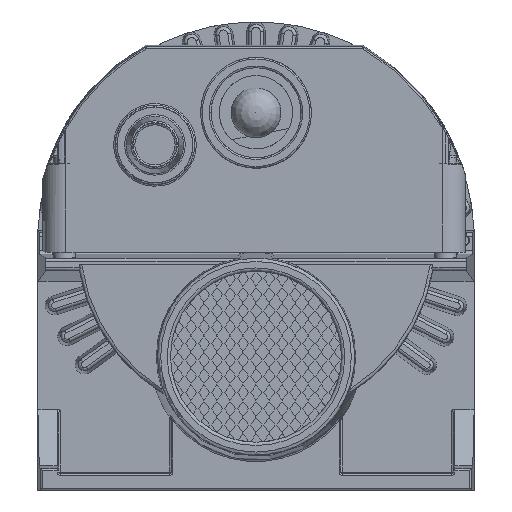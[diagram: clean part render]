
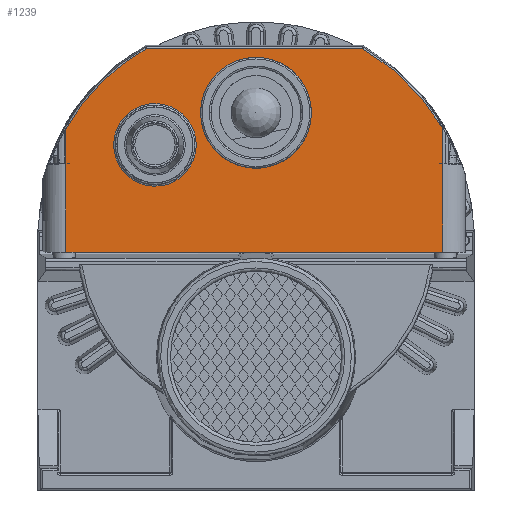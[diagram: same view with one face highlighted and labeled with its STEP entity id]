
A CAD part, left-side view. The second image highlights one B-rep face of the part: STEP entity #1239.
In plain terms, the highlighted planar face has unit normal (-1, -0.001, -0.007).
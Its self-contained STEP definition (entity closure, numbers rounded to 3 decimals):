
#1239 = ADVANCED_FACE( '', ( #3607, #3608, #3609 ), #3610, .T. );
#3607 = FACE_OUTER_BOUND( '', #7531, .T. );
#3608 = FACE_BOUND( '', #7532, .T. );
#3609 = FACE_BOUND( '', #7533, .T. );
#3610 = PLANE( '', #7534 );
#7531 = EDGE_LOOP( '', ( #13610, #13611, #13612, #13613, #13614, #13615 ) );
#7532 = EDGE_LOOP( '', ( #13616 ) );
#7533 = EDGE_LOOP( '', ( #13617, #13618 ) );
#7534 = AXIS2_PLACEMENT_3D( '', #13619, #13620, #13621 );
#13610 = ORIENTED_EDGE( '', *, *, #24354, .T. );
#13611 = ORIENTED_EDGE( '', *, *, #24355, .T. );
#13612 = ORIENTED_EDGE( '', *, *, #24356, .T. );
#13613 = ORIENTED_EDGE( '', *, *, #24357, .T. );
#13614 = ORIENTED_EDGE( '', *, *, #24358, .T. );
#13615 = ORIENTED_EDGE( '', *, *, #24359, .T. );
#13616 = ORIENTED_EDGE( '', *, *, #24360, .T. );
#13617 = ORIENTED_EDGE( '', *, *, #24361, .T. );
#13618 = ORIENTED_EDGE( '', *, *, #24362, .T. );
#13619 = CARTESIAN_POINT( '', ( 0.383, 0.001, 0.003 ) );
#13620 = DIRECTION( '', ( -1., -0.001, -0.007 ) );
#13621 = DIRECTION( '', ( -0.007, 0., 1. ) );
#24354 = EDGE_CURVE( '', #28746, #28747, #28748, .F. );
#24355 = EDGE_CURVE( '', #28747, #28749, #28750, .T. );
#24356 = EDGE_CURVE( '', #28749, #28751, #28752, .T. );
#24357 = EDGE_CURVE( '', #28751, #28753, #28754, .T. );
#24358 = EDGE_CURVE( '', #28753, #28755, #28756, .T. );
#24359 = EDGE_CURVE( '', #28755, #28746, #28757, .T. );
#24360 = EDGE_CURVE( '', #28758, #28758, #28759, .F. );
#24361 = EDGE_CURVE( '', #28760, #28761, #28762, .T. );
#24362 = EDGE_CURVE( '', #28761, #28760, #28763, .T. );
#28746 = VERTEX_POINT( '', #35188 );
#28747 = VERTEX_POINT( '', #35189 );
#28748 = LINE( '', #35190, #35191 );
#28749 = VERTEX_POINT( '', #35192 );
#28750 = LINE( '', #35193, #35194 );
#28751 = VERTEX_POINT( '', #35195 );
#28752 = CIRCLE( '', #35196, 69.156 );
#28753 = VERTEX_POINT( '', #35197 );
#28754 = LINE( '', #35198, #35199 );
#28755 = VERTEX_POINT( '', #35200 );
#28756 = CIRCLE( '', #35201, 65.354 );
#28757 = LINE( '', #35202, #35203 );
#28758 = VERTEX_POINT( '', #35204 );
#28759 = ELLIPSE( '', #35205, 17., 17. );
#28760 = VERTEX_POINT( '', #35206 );
#28761 = VERTEX_POINT( '', #35207 );
#28762 = B_SPLINE_CURVE_WITH_KNOTS( '', 5, ( #35208, #35209, #35210, #35211, #35212, #35213, #35214, #35215, #35216, #35217, #35218, #35219, #35220, #35221, #35222 ), .UNSPECIFIED., .F., .F., ( 6, 3, 3, 3, 6 ), ( 0., 9.289, 27.607, 45.925, 55.223 ), .UNSPECIFIED. );
#28763 = B_SPLINE_CURVE_WITH_KNOTS( '', 5, ( #35223, #35224, #35225, #35226, #35227, #35228, #35229, #35230, #35231, #35232, #35233, #35234, #35235, #35236, #35237 ), .UNSPECIFIED., .F., .F., ( 6, 3, 3, 3, 6 ), ( 0., 18.318, 27.478, 45.801, 55.223 ), .UNSPECIFIED. );
#35188 = CARTESIAN_POINT( '', ( 0.331, 58.304, -3.627 ) );
#35189 = CARTESIAN_POINT( '', ( 0.483, -57.353, -3.627 ) );
#35190 = CARTESIAN_POINT( '', ( 0.407, 0.001, -3.627 ) );
#35191 = VECTOR( '', #45202, 1000. );
#35192 = CARTESIAN_POINT( '', ( 0.229, -57.354, 34.353 ) );
#35193 = CARTESIAN_POINT( '', ( 0.356, -57.353, 15.363 ) );
#35194 = VECTOR( '', #45203, 1000. );
#35195 = CARTESIAN_POINT( '', ( 0.034, -32.826, 58.827 ) );
#35196 = AXIS2_PLACEMENT_3D( '', #45204, #45205, #45206 );
#35197 = CARTESIAN_POINT( '', ( -0.053, 33.695, 58.827 ) );
#35198 = CARTESIAN_POINT( '', ( -0.01, 0.434, 58.827 ) );
#35199 = VECTOR( '', #45207, 1000. );
#35200 = CARTESIAN_POINT( '', ( 0.078, 58.304, 34.271 ) );
#35201 = AXIS2_PLACEMENT_3D( '', #45208, #45209, #45210 );
#35202 = CARTESIAN_POINT( '', ( 0.121, 58.304, 27.85 ) );
#35203 = VECTOR( '', #45211, 1000. );
#35204 = CARTESIAN_POINT( '', ( 0.238, -3.279, 22.467 ) );
#35205 = AXIS2_PLACEMENT_3D( '', #45212, #45213, #45214 );
#35206 = CARTESIAN_POINT( '', ( 0.229, 24.931, 18.169 ) );
#35207 = CARTESIAN_POINT( '', ( 0.065, 37.086, 40.418 ) );
#35208 = CARTESIAN_POINT( '', ( 0.229, 24.931, 18.169 ) );
#35209 = CARTESIAN_POINT( '', ( 0.232, 26.107, 17.526 ) );
#35210 = CARTESIAN_POINT( '', ( 0.234, 27.367, 17.039 ) );
#35211 = CARTESIAN_POINT( '', ( 0.234, 28.685, 16.723 ) );
#35212 = CARTESIAN_POINT( '', ( 0.232, 32.681, 16.31 ) );
#35213 = CARTESIAN_POINT( '', ( 0.219, 36.632, 17.46 ) );
#35214 = CARTESIAN_POINT( '', ( 0.206, 38.994, 18.906 ) );
#35215 = CARTESIAN_POINT( '', ( 0.175, 42.735, 22.883 ) );
#35216 = CARTESIAN_POINT( '', ( 0.138, 44.063, 28.18 ) );
#35217 = CARTESIAN_POINT( '', ( 0.119, 44.005, 30.949 ) );
#35218 = CARTESIAN_POINT( '', ( 0.094, 42.839, 34.896 ) );
#35219 = CARTESIAN_POINT( '', ( 0.077, 40.334, 38.037 ) );
#35220 = CARTESIAN_POINT( '', ( 0.072, 39.355, 38.977 ) );
#35221 = CARTESIAN_POINT( '', ( 0.068, 38.263, 39.775 ) );
#35222 = CARTESIAN_POINT( '', ( 0.065, 37.086, 40.418 ) );
#35223 = CARTESIAN_POINT( '', ( 0.065, 37.086, 40.418 ) );
#35224 = CARTESIAN_POINT( '', ( 0.06, 34.767, 41.685 ) );
#35225 = CARTESIAN_POINT( '', ( 0.059, 32.119, 42.348 ) );
#35226 = CARTESIAN_POINT( '', ( 0.063, 29.35, 42.289 ) );
#35227 = CARTESIAN_POINT( '', ( 0.076, 25.422, 41.129 ) );
#35228 = CARTESIAN_POINT( '', ( 0.096, 22.293, 38.642 ) );
#35229 = CARTESIAN_POINT( '', ( 0.104, 21.365, 37.681 ) );
#35230 = CARTESIAN_POINT( '', ( 0.129, 18.987, 34.467 ) );
#35231 = CARTESIAN_POINT( '', ( 0.156, 17.963, 30.501 ) );
#35232 = CARTESIAN_POINT( '', ( 0.175, 18., 27.731 ) );
#35233 = CARTESIAN_POINT( '', ( 0.2, 19.143, 23.757 ) );
#35234 = CARTESIAN_POINT( '', ( 0.218, 21.644, 20.587 ) );
#35235 = CARTESIAN_POINT( '', ( 0.223, 22.633, 19.631 ) );
#35236 = CARTESIAN_POINT( '', ( 0.227, 23.738, 18.82 ) );
#35237 = CARTESIAN_POINT( '', ( 0.229, 24.931, 18.169 ) );
#45202 = DIRECTION( '', ( -0.001, 1., 0. ) );
#45203 = DIRECTION( '', ( -0.007, 0., 1. ) );
#45204 = CARTESIAN_POINT( '', ( 0.386, 2.2, -0.803 ) );
#45205 = DIRECTION( '', ( -1., -0.001, -0.007 ) );
#45206 = DIRECTION( '', ( 0.007, -0.193, -0.981 ) );
#45207 = DIRECTION( '', ( -0.001, 1., 0. ) );
#45208 = CARTESIAN_POINT( '', ( 0.368, 1.5, 1.954 ) );
#45209 = DIRECTION( '', ( -1., -0.001, -0.007 ) );
#45210 = DIRECTION( '', ( 0.007, -0.193, -0.981 ) );
#45211 = DIRECTION( '', ( 0.007, 0., -1. ) );
#45212 = CARTESIAN_POINT( '', ( 0.122, 0., 39.148 ) );
#45213 = DIRECTION( '', ( -1., -0.001, -0.007 ) );
#45214 = DIRECTION( '', ( 0.007, -0.193, -0.981 ) );
